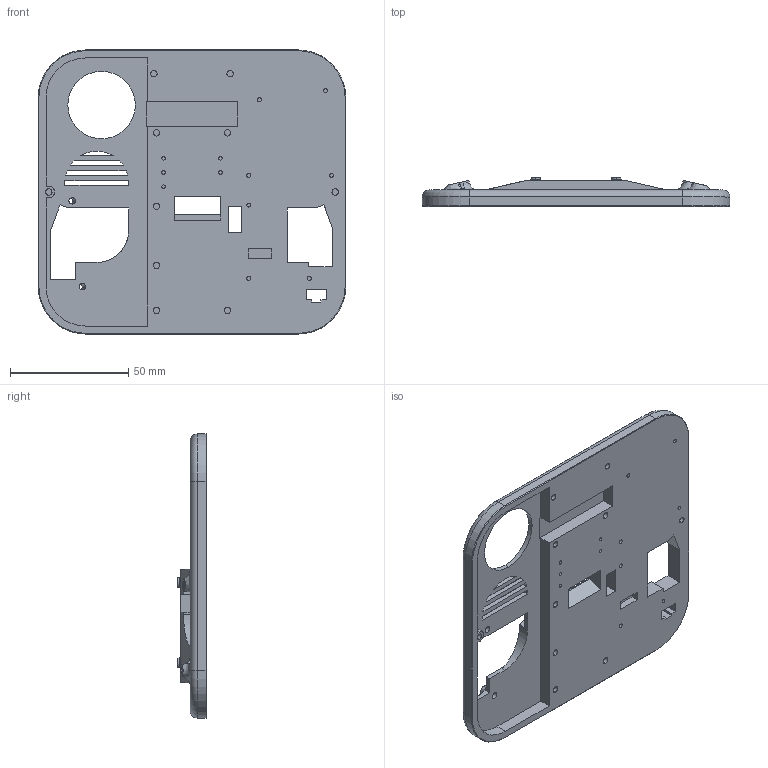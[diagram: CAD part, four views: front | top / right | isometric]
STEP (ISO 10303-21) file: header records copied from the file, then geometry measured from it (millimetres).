
FILE_DESCRIPTION (( 'STEP AP214' ), '1' );
FILE_NAME ('face_plate_v7.STEP', '2024-12-23T04:23:35', ( '' ), ( '' ), 'SwSTEP 2.0', 'SolidWorks 2018', '' );
FILE_SCHEMA (( 'AUTOMOTIVE_DESIGN' ));
Length unit declared in the file: millimetre
Products named in the file (1): face_plate_v7
Bounding box: 130 x 12.5 x 120 mm (x, y, z)
Volume: 80873.6 mm3; surface area: 35059.5 mm2
Topology: 1 solids, 1 shells, 239 faces, 588 edges, 382 vertices
Faces by surface type: plane 117, cylinder 95, torus 12, bspline 11, cone 4
Entity records: 7964 total; most frequent: CARTESIAN_POINT 2169, DIRECTION 1218, ORIENTED_EDGE 1176, EDGE_CURVE 588, AXIS2_PLACEMENT_3D 445, VERTEX_POINT 382, VECTOR 328, LINE 328
